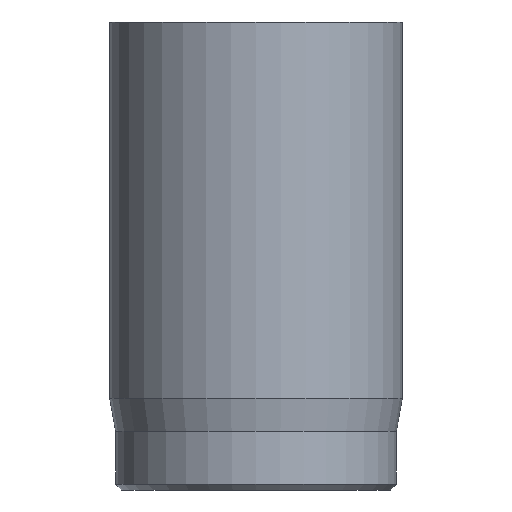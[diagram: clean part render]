
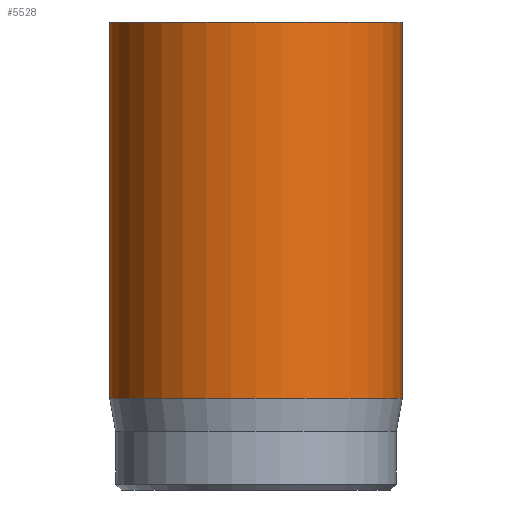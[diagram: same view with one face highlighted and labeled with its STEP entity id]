
A CAD part, front view. The second image highlights one B-rep face of the part: STEP entity #5528.
In plain terms, the highlighted cylindrical face has radius 2.5 mm (diameter 5 mm), a full revolution.
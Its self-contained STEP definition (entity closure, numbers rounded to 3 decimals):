
#31=CYLINDRICAL_SURFACE('',#5727,2.5);
#44=CIRCLE('',#5702,2.5);
#55=CIRCLE('',#5725,2.5);
#56=CIRCLE('',#5726,2.5);
#478=FACE_OUTER_BOUND('',#803,.T.);
#803=EDGE_LOOP('',(#4960,#4961,#4962,#4963,#4964));
#1223=LINE('',#10493,#1654);
#1654=VECTOR('',#6388,2.5);
#2556=VERTEX_POINT('',#10448);
#2567=VERTEX_POINT('',#10487);
#2568=VERTEX_POINT('',#10488);
#3354=EDGE_CURVE('',#2556,#2556,#44,.T.);
#3370=EDGE_CURVE('',#2567,#2568,#55,.T.);
#3371=EDGE_CURVE('',#2568,#2567,#56,.T.);
#3373=EDGE_CURVE('',#2556,#2567,#1223,.T.);
#4960=ORIENTED_EDGE('',*,*,#3354,.T.);
#4961=ORIENTED_EDGE('',*,*,#3373,.T.);
#4962=ORIENTED_EDGE('',*,*,#3370,.T.);
#4963=ORIENTED_EDGE('',*,*,#3371,.T.);
#4964=ORIENTED_EDGE('',*,*,#3373,.F.);
#5528=ADVANCED_FACE('',(#478),#31,.T.);
#5702=AXIS2_PLACEMENT_3D('',#10449,#6330,#6331);
#5725=AXIS2_PLACEMENT_3D('',#10489,#6381,#6382);
#5726=AXIS2_PLACEMENT_3D('',#10490,#6383,#6384);
#5727=AXIS2_PLACEMENT_3D('',#10492,#6386,#6387);
#6330=DIRECTION('center_axis',(0.,0.,-1.));
#6331=DIRECTION('ref_axis',(-1.,0.,0.));
#6381=DIRECTION('center_axis',(0.,0.,1.));
#6382=DIRECTION('ref_axis',(-1.,0.,0.));
#6383=DIRECTION('center_axis',(0.,0.,1.));
#6384=DIRECTION('ref_axis',(-1.,0.,0.));
#6386=DIRECTION('center_axis',(0.,0.,1.));
#6387=DIRECTION('ref_axis',(-1.,0.,0.));
#6388=DIRECTION('',(0.,0.,-1.));
#10448=CARTESIAN_POINT('',(2.5,0.,8.));
#10449=CARTESIAN_POINT('Origin',(0.,0.,8.));
#10487=CARTESIAN_POINT('',(2.5,0.,1.567));
#10488=CARTESIAN_POINT('',(-2.5,0.,1.567));
#10489=CARTESIAN_POINT('Origin',(0.,0.,1.567));
#10490=CARTESIAN_POINT('Origin',(0.,0.,1.567));
#10492=CARTESIAN_POINT('Origin',(0.,0.,0.));
#10493=CARTESIAN_POINT('',(2.5,0.,0.));
